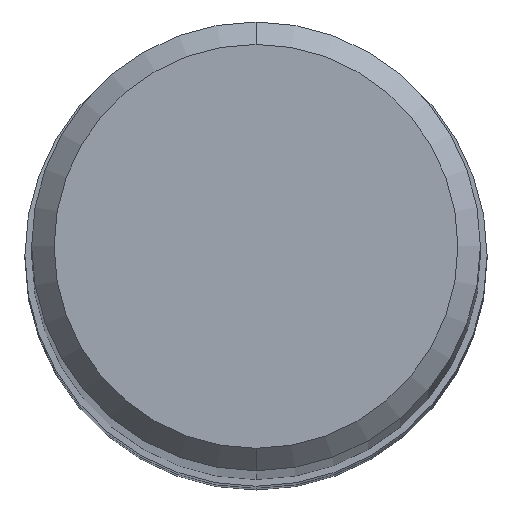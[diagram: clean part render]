
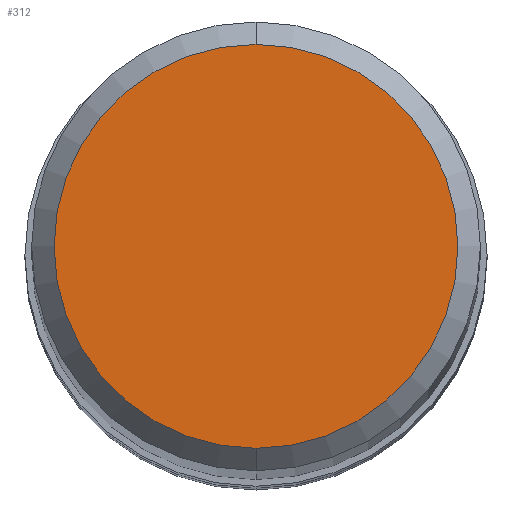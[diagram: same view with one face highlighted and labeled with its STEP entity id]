
A CAD part, top view. The second image highlights one B-rep face of the part: STEP entity #312.
In plain terms, the highlighted planar face has unit normal (0, 0, 1).
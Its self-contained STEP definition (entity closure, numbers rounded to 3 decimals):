
#172=EDGE_CURVE('',#388,#320,#465,.T.);
#312=ADVANCED_FACE('',(#618),#619,.T.);
#320=VERTEX_POINT('',#627);
#324=EDGE_CURVE('',#320,#388,#631,.T.);
#388=VERTEX_POINT('',#703);
#465=CIRCLE('',#782,4.5);
#618=FACE_OUTER_BOUND('',#1137,.T.);
#619=PLANE('',#1138);
#627=CARTESIAN_POINT('',(0.,-4.5,0.0));
#631=CIRCLE('',#1158,4.5);
#703=CARTESIAN_POINT('',(0.0,4.5,0.0));
#782=AXIS2_PLACEMENT_3D('',#1421,#1422,#1423);
#1137=EDGE_LOOP('',(#1597,#1598));
#1138=AXIS2_PLACEMENT_3D('',#1599,#1600,#1601);
#1158=AXIS2_PLACEMENT_3D('',#1608,#1609,#1610);
#1421=CARTESIAN_POINT('',(0.0,0.0,0.0));
#1422=DIRECTION('',(0.0,0.0,-1.0));
#1423=DIRECTION('',(0.0,1.0,0.0));
#1597=ORIENTED_EDGE('',*,*,#172,.F.);
#1598=ORIENTED_EDGE('',*,*,#324,.F.);
#1599=CARTESIAN_POINT('',(0.0,2.25,0.0));
#1600=DIRECTION('',(-0.0,0.0,1.0));
#1601=DIRECTION('',(0.0,-1.0,0.0));
#1608=CARTESIAN_POINT('',(0.0,0.0,0.0));
#1609=DIRECTION('',(0.0,0.0,-1.0));
#1610=DIRECTION('',(0.0,1.0,0.0));
